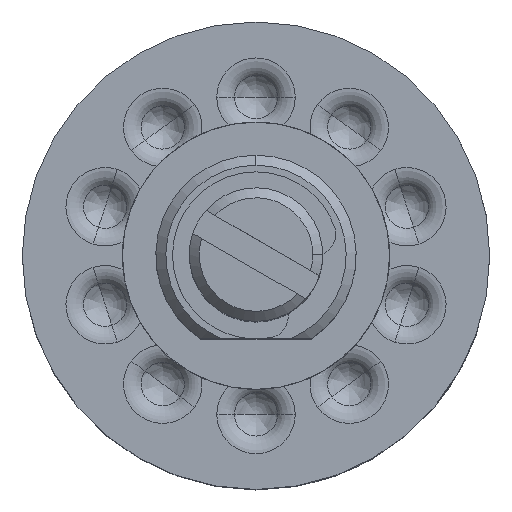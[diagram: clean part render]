
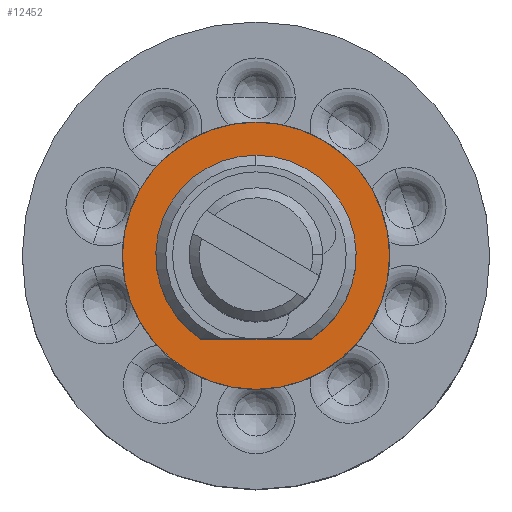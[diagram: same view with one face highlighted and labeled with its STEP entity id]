
A CAD part, top view. The second image highlights one B-rep face of the part: STEP entity #12452.
In plain terms, the highlighted planar face has unit normal (0, 0, 1).
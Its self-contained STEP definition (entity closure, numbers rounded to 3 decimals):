
#95 = VERTEX_POINT ( 'NONE', #13629 ) ;
#641 = VECTOR ( 'NONE', #12948, 1000. ) ;
#711 = AXIS2_PLACEMENT_3D ( 'NONE', #14353, #14242, #6962 ) ;
#765 = CIRCLE ( 'NONE', #3425, 4. ) ;
#807 = CARTESIAN_POINT ( 'NONE',  ( 0., 3., 0. ) ) ;
#1110 = FACE_OUTER_BOUND ( 'NONE', #12161, .T. ) ;
#1611 = CIRCLE ( 'NONE', #12688, 3. ) ;
#1689 = PLANE ( 'NONE',  #11553 ) ;
#2883 = EDGE_CURVE ( 'NONE', #6382, #14113, #5855, .T. ) ;
#3012 = DIRECTION ( 'NONE',  ( 0., 0., 1. ) ) ;
#3356 = FACE_BOUND ( 'NONE', #7828, .T. ) ;
#3398 = DIRECTION ( 'NONE',  ( 0., -1., 0. ) ) ;
#3425 = AXIS2_PLACEMENT_3D ( 'NONE', #10736, #11937, #7437 ) ;
#4485 = CARTESIAN_POINT ( 'NONE',  ( 0., -2.5, 0. ) ) ;
#5855 = CIRCLE ( 'NONE', #13855, 3. ) ;
#6297 = ORIENTED_EDGE ( 'NONE', *, *, #9938, .T. ) ;
#6382 = VERTEX_POINT ( 'NONE', #807 ) ;
#6962 = DIRECTION ( 'NONE',  ( 0., -1., 0. ) ) ;
#7211 = LINE ( 'NONE', #4485, #641 ) ;
#7437 = DIRECTION ( 'NONE',  ( 0., -1., 0. ) ) ;
#7509 = EDGE_CURVE ( 'NONE', #95, #11169, #10134, .T. ) ;
#7828 = EDGE_LOOP ( 'NONE', ( #8226, #11636, #10754 ) ) ;
#8142 = CARTESIAN_POINT ( 'NONE',  ( 0., 0., 0. ) ) ;
#8226 = ORIENTED_EDGE ( 'NONE', *, *, #8515, .F. ) ;
#8515 = EDGE_CURVE ( 'NONE', #11198, #6382, #1611, .T. ) ;
#8921 = ORIENTED_EDGE ( 'NONE', *, *, #7509, .T. ) ;
#9771 = CARTESIAN_POINT ( 'NONE',  ( 1.658, -2.5, 0. ) ) ;
#9938 = EDGE_CURVE ( 'NONE', #11169, #95, #765, .T. ) ;
#10134 = CIRCLE ( 'NONE', #711, 4. ) ;
#10175 = CARTESIAN_POINT ( 'NONE',  ( 0., 0., 0. ) ) ;
#10690 = DIRECTION ( 'NONE',  ( 0., -1., 0. ) ) ;
#10736 = CARTESIAN_POINT ( 'NONE',  ( 0., 0., 0. ) ) ;
#10754 = ORIENTED_EDGE ( 'NONE', *, *, #2883, .F. ) ;
#11169 = VERTEX_POINT ( 'NONE', #13351 ) ;
#11198 = VERTEX_POINT ( 'NONE', #9771 ) ;
#11553 = AXIS2_PLACEMENT_3D ( 'NONE', #10175, #3012, #13895 ) ;
#11636 = ORIENTED_EDGE ( 'NONE', *, *, #13908, .T. ) ;
#11843 = DIRECTION ( 'NONE',  ( 0., 0., 1. ) ) ;
#11937 = DIRECTION ( 'NONE',  ( 0., 0., 1. ) ) ;
#12132 = CARTESIAN_POINT ( 'NONE',  ( -1.658, -2.5, 0. ) ) ;
#12161 = EDGE_LOOP ( 'NONE', ( #8921, #6297 ) ) ;
#12452 = ADVANCED_FACE ( 'NONE', ( #3356, #1110 ), #1689, .T. ) ;
#12688 = AXIS2_PLACEMENT_3D ( 'NONE', #15402, #11843, #3398 ) ;
#12948 = DIRECTION ( 'NONE',  ( -1., 0., 0. ) ) ;
#13351 = CARTESIAN_POINT ( 'NONE',  ( 0., -4., 0. ) ) ;
#13629 = CARTESIAN_POINT ( 'NONE',  ( 0., 4., 0. ) ) ;
#13855 = AXIS2_PLACEMENT_3D ( 'NONE', #8142, #14254, #10690 ) ;
#13895 = DIRECTION ( 'NONE',  ( 0., -1., 0. ) ) ;
#13908 = EDGE_CURVE ( 'NONE', #11198, #14113, #7211, .T. ) ;
#14113 = VERTEX_POINT ( 'NONE', #12132 ) ;
#14242 = DIRECTION ( 'NONE',  ( 0., 0., 1. ) ) ;
#14254 = DIRECTION ( 'NONE',  ( 0., 0., 1. ) ) ;
#14353 = CARTESIAN_POINT ( 'NONE',  ( 0., 0., 0. ) ) ;
#15402 = CARTESIAN_POINT ( 'NONE',  ( 0., 0., 0. ) ) ;
